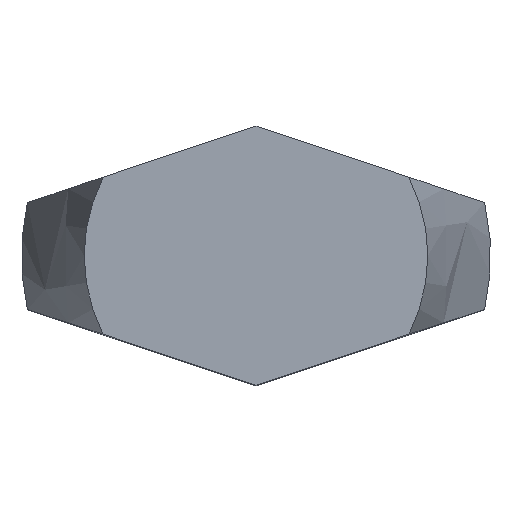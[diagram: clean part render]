
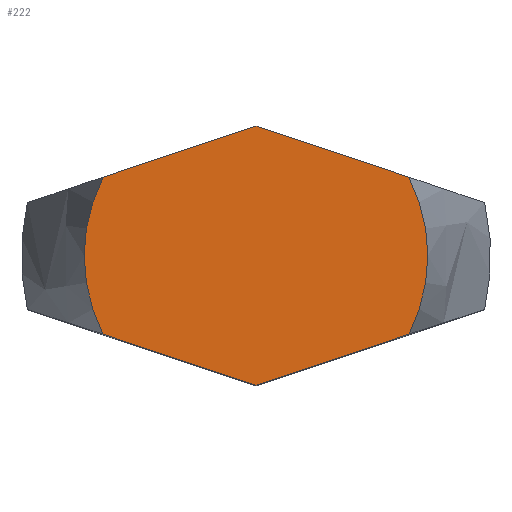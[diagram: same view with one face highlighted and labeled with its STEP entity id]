
A CAD part, top view. The second image highlights one B-rep face of the part: STEP entity #222.
In plain terms, the highlighted planar face has unit normal (0, 0, 1).
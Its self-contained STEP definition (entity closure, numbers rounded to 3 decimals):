
#96=VERTEX_POINT('',#256);
#104=VERTEX_POINT('',#264);
#122=EDGE_CURVE('',#226,#164,#283,.T.);
#138=VERTEX_POINT('',#300);
#158=EDGE_CURVE('',#164,#138,#323,.T.);
#164=VERTEX_POINT('',#330);
#180=VERTEX_POINT('',#348);
#184=EDGE_CURVE('',#104,#180,#352,.T.);
#186=EDGE_CURVE('',#138,#96,#354,.T.);
#194=EDGE_CURVE('',#180,#226,#363,.T.);
#216=EDGE_CURVE('',#96,#104,#387,.T.);
#222=ADVANCED_FACE('',(#393),#394,.T.);
#226=VERTEX_POINT('',#399);
#256=CARTESIAN_POINT('',(-5.207,2.681,13.0));
#264=CARTESIAN_POINT('',(-5.207,-2.681,13.0));
#283=CIRCLE('',#465,5.856);
#300=CARTESIAN_POINT('',(0.0,4.416,13.0));
#323=LINE('',#540,#541);
#330=CARTESIAN_POINT('',(5.207,2.681,13.0));
#348=CARTESIAN_POINT('',(0.0,-4.416,13.0));
#352=LINE('',#578,#579);
#354=LINE('',#582,#583);
#363=LINE('',#593,#594);
#387=CIRCLE('',#635,5.856);
#393=FACE_OUTER_BOUND('',#641,.T.);
#394=PLANE('',#642);
#399=CARTESIAN_POINT('',(5.207,-2.681,13.0));
#465=AXIS2_PLACEMENT_3D('',#687,#688,#689);
#540=CARTESIAN_POINT('',(5.101,2.716,13.0));
#541=VECTOR('',#735,1.0);
#578=CARTESIAN_POINT('',(-4.223,-3.009,13.0));
#579=VECTOR('',#767,1.0);
#582=CARTESIAN_POINT('',(-1.101,4.049,13.0));
#583=VECTOR('',#768,1.0);
#593=CARTESIAN_POINT('',(0.223,-4.342,13.0));
#594=VECTOR('',#777,1.0);
#635=AXIS2_PLACEMENT_3D('',#800,#801,#802);
#641=EDGE_LOOP('',(#804,#805,#806,#807,#808,#809));
#642=AXIS2_PLACEMENT_3D('',#810,#811,#812);
#687=CARTESIAN_POINT('',(0.,0.,13.0));
#688=DIRECTION('',(0.0,0.0,1.0));
#689=DIRECTION('',(0.,-1.0,0.0));
#735=DIRECTION('',(-0.949,0.316,0.0));
#767=DIRECTION('',(0.949,-0.316,0.0));
#768=DIRECTION('',(-0.949,-0.316,0.0));
#777=DIRECTION('',(0.949,0.316,0.0));
#800=CARTESIAN_POINT('',(0.,0.,13.0));
#801=DIRECTION('',(0.0,0.0,1.0));
#802=DIRECTION('',(0.,-1.0,0.0));
#804=ORIENTED_EDGE('',*,*,#184,.T.);
#805=ORIENTED_EDGE('',*,*,#194,.T.);
#806=ORIENTED_EDGE('',*,*,#122,.T.);
#807=ORIENTED_EDGE('',*,*,#158,.T.);
#808=ORIENTED_EDGE('',*,*,#186,.T.);
#809=ORIENTED_EDGE('',*,*,#216,.T.);
#810=CARTESIAN_POINT('',(0.,-2.928,13.0));
#811=DIRECTION('',(0.0,0.0,1.0));
#812=DIRECTION('',(0.,-1.0,0.0));
